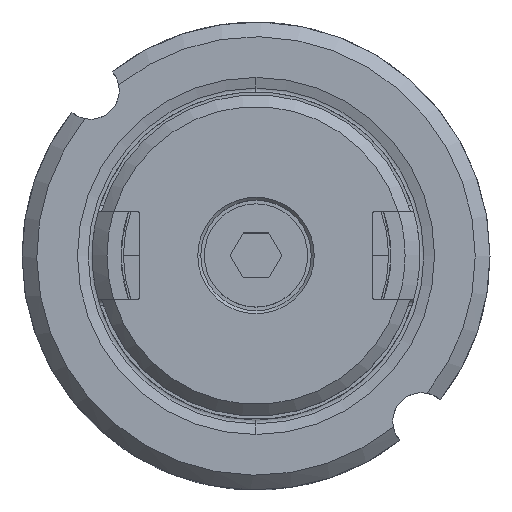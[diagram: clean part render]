
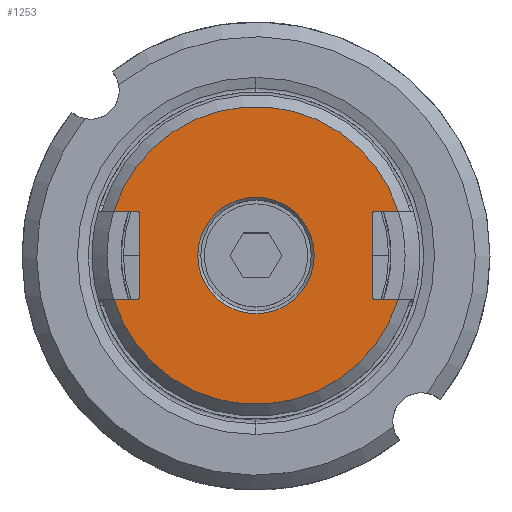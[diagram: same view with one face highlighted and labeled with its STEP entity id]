
A CAD part, top view. The second image highlights one B-rep face of the part: STEP entity #1253.
In plain terms, the highlighted planar face has unit normal (0, 0, 1).
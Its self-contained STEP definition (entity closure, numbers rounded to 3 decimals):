
#289=FACE_BOUND('',#3948,.T.);
#290=FACE_BOUND('',#3949,.T.);
#1253=ADVANCED_FACE('',(#289,#290),#2120,.T.);
#2120=PLANE('',#19275);
#3948=EDGE_LOOP('',(#8978,#8979,#8980,#8981,#8982,#8983,#8984,#8985,#8986,
#8987,#8988,#8989));
#3949=EDGE_LOOP('',(#8990,#8991));
#4997=LINE('',#26122,#6665);
#5000=LINE('',#26130,#6668);
#5003=LINE('',#26138,#6671);
#5006=LINE('',#26174,#6674);
#5009=LINE('',#26182,#6677);
#5012=LINE('',#26190,#6680);
#6665=VECTOR('',#21387,1.);
#6668=VECTOR('',#21396,1.);
#6671=VECTOR('',#21405,1.);
#6674=VECTOR('',#21414,1.);
#6677=VECTOR('',#21423,1.);
#6680=VECTOR('',#21432,1.);
#8978=ORIENTED_EDGE('',*,*,#15821,.F.);
#8979=ORIENTED_EDGE('',*,*,#15819,.F.);
#8980=ORIENTED_EDGE('',*,*,#15849,.F.);
#8981=ORIENTED_EDGE('',*,*,#15843,.F.);
#8982=ORIENTED_EDGE('',*,*,#15841,.F.);
#8983=ORIENTED_EDGE('',*,*,#15839,.F.);
#8984=ORIENTED_EDGE('',*,*,#15837,.F.);
#8985=ORIENTED_EDGE('',*,*,#15835,.F.);
#8986=ORIENTED_EDGE('',*,*,#15850,.F.);
#8987=ORIENTED_EDGE('',*,*,#15827,.F.);
#8988=ORIENTED_EDGE('',*,*,#15825,.F.);
#8989=ORIENTED_EDGE('',*,*,#15823,.F.);
#8990=ORIENTED_EDGE('',*,*,#15851,.F.);
#8991=ORIENTED_EDGE('',*,*,#15852,.F.);
#13872=VERTEX_POINT('',#26121);
#13873=VERTEX_POINT('',#26123);
#13874=VERTEX_POINT('',#26127);
#13875=VERTEX_POINT('',#26131);
#13876=VERTEX_POINT('',#26135);
#13877=VERTEX_POINT('',#26139);
#13882=VERTEX_POINT('',#26173);
#13883=VERTEX_POINT('',#26175);
#13884=VERTEX_POINT('',#26179);
#13885=VERTEX_POINT('',#26183);
#13886=VERTEX_POINT('',#26187);
#13887=VERTEX_POINT('',#26191);
#13890=VERTEX_POINT('',#26216);
#13891=VERTEX_POINT('',#26217);
#15819=EDGE_CURVE('',#13872,#13873,#4997,.T.);
#15821=EDGE_CURVE('',#13873,#13874,#18329,.T.);
#15823=EDGE_CURVE('',#13874,#13875,#5000,.T.);
#15825=EDGE_CURVE('',#13875,#13876,#18330,.T.);
#15827=EDGE_CURVE('',#13876,#13877,#5003,.T.);
#15835=EDGE_CURVE('',#13882,#13883,#5006,.T.);
#15837=EDGE_CURVE('',#13883,#13884,#18332,.T.);
#15839=EDGE_CURVE('',#13884,#13885,#5009,.T.);
#15841=EDGE_CURVE('',#13885,#13886,#18333,.T.);
#15843=EDGE_CURVE('',#13886,#13887,#5012,.T.);
#15849=EDGE_CURVE('',#13887,#13872,#18336,.T.);
#15850=EDGE_CURVE('',#13877,#13882,#18337,.T.);
#15851=EDGE_CURVE('',#13890,#13891,#18338,.T.);
#15852=EDGE_CURVE('',#13891,#13890,#18339,.T.);
#18329=CIRCLE('',#19251,0.2);
#18330=CIRCLE('',#19254,0.2);
#18332=CIRCLE('',#19260,0.2);
#18333=CIRCLE('',#19263,0.2);
#18336=CIRCLE('',#19270,10.1);
#18337=CIRCLE('',#19272,10.1);
#18338=CIRCLE('',#19273,3.95);
#18339=CIRCLE('',#19274,3.95);
#19251=AXIS2_PLACEMENT_3D('',#26126,#21391,#21392);
#19254=AXIS2_PLACEMENT_3D('',#26134,#21400,#21401);
#19260=AXIS2_PLACEMENT_3D('',#26178,#21418,#21419);
#19263=AXIS2_PLACEMENT_3D('',#26186,#21427,#21428);
#19270=AXIS2_PLACEMENT_3D('',#26212,#21444,#21445);
#19272=AXIS2_PLACEMENT_3D('',#26214,#21448,#21449);
#19273=AXIS2_PLACEMENT_3D('',#26215,#21450,#21451);
#19274=AXIS2_PLACEMENT_3D('',#26218,#21452,#21453);
#19275=AXIS2_PLACEMENT_3D('',#26219,#21454,#21455);
#21387=DIRECTION('',(-1.,0.,0.));
#21391=DIRECTION('',(0.,0.,1.));
#21392=DIRECTION('',(0.,1.,0.));
#21396=DIRECTION('',(0.,-1.,0.));
#21400=DIRECTION('',(0.,0.,1.));
#21401=DIRECTION('',(-1.,0.,0.));
#21405=DIRECTION('',(1.,0.,0.));
#21414=DIRECTION('',(1.,0.,0.));
#21418=DIRECTION('',(0.,0.,1.));
#21419=DIRECTION('',(0.,-1.,0.));
#21423=DIRECTION('',(0.,1.,0.));
#21427=DIRECTION('',(0.,0.,1.));
#21428=DIRECTION('',(1.,0.,0.));
#21432=DIRECTION('',(-1.,0.,0.));
#21444=DIRECTION('',(0.,0.,-1.));
#21445=DIRECTION('',(-0.955,0.297,0.));
#21448=DIRECTION('',(0.,0.,-1.));
#21449=DIRECTION('',(0.955,-0.297,0.));
#21450=DIRECTION('',(0.,0.,1.));
#21451=DIRECTION('',(1.,0.,0.));
#21452=DIRECTION('',(0.,0.,1.));
#21453=DIRECTION('',(-1.,0.,0.));
#21454=DIRECTION('',(0.,0.,1.));
#21455=DIRECTION('',(1.,0.,0.));
#26121=CARTESIAN_POINT('',(9.643,3.004,19.7));
#26122=CARTESIAN_POINT('',(9.643,3.004,19.7));
#26123=CARTESIAN_POINT('',(8.1,3.004,19.7));
#26126=CARTESIAN_POINT('',(8.1,2.804,19.7));
#26127=CARTESIAN_POINT('',(7.9,2.804,19.7));
#26130=CARTESIAN_POINT('',(7.9,2.804,19.7));
#26131=CARTESIAN_POINT('',(7.9,-2.804,19.7));
#26134=CARTESIAN_POINT('',(8.1,-2.804,19.7));
#26135=CARTESIAN_POINT('',(8.1,-3.004,19.7));
#26138=CARTESIAN_POINT('',(8.1,-3.004,19.7));
#26139=CARTESIAN_POINT('',(9.643,-3.004,19.7));
#26173=CARTESIAN_POINT('',(-9.643,-3.004,19.7));
#26174=CARTESIAN_POINT('',(-9.643,-3.004,19.7));
#26175=CARTESIAN_POINT('',(-8.1,-3.004,19.7));
#26178=CARTESIAN_POINT('',(-8.1,-2.804,19.7));
#26179=CARTESIAN_POINT('',(-7.9,-2.804,19.7));
#26182=CARTESIAN_POINT('',(-7.9,-2.804,19.7));
#26183=CARTESIAN_POINT('',(-7.9,2.804,19.7));
#26186=CARTESIAN_POINT('',(-8.1,2.804,19.7));
#26187=CARTESIAN_POINT('',(-8.1,3.004,19.7));
#26190=CARTESIAN_POINT('',(-8.1,3.004,19.7));
#26191=CARTESIAN_POINT('',(-9.643,3.004,19.7));
#26212=CARTESIAN_POINT('',(0.,0.,19.7));
#26214=CARTESIAN_POINT('',(0.,0.,19.7));
#26215=CARTESIAN_POINT('',(0.,0.,19.7));
#26216=CARTESIAN_POINT('',(3.95,0.,19.7));
#26217=CARTESIAN_POINT('',(-3.95,0.,19.7));
#26218=CARTESIAN_POINT('',(0.,0.,19.7));
#26219=CARTESIAN_POINT('',(0.,0.,19.7));
